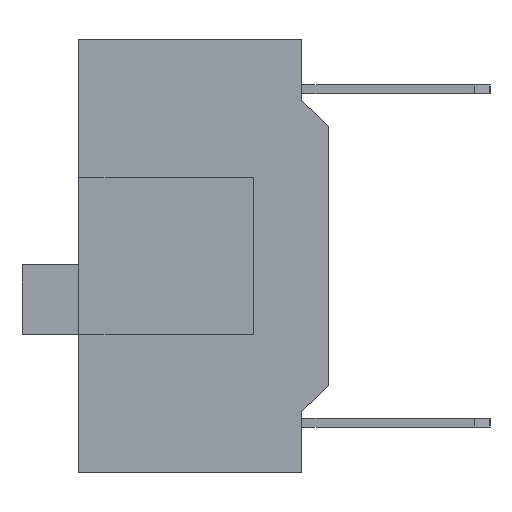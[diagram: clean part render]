
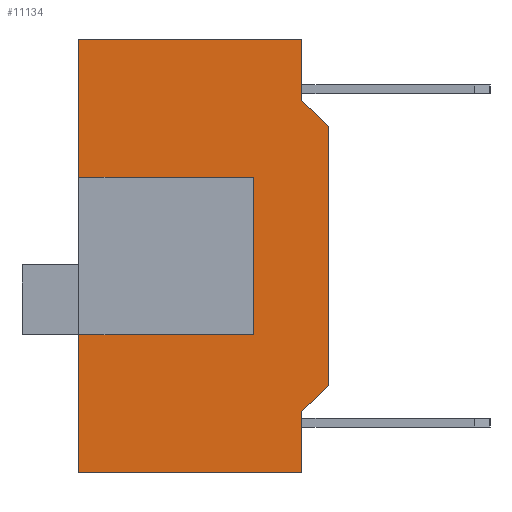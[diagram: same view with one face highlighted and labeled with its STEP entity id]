
A CAD part, left-side view. The second image highlights one B-rep face of the part: STEP entity #11134.
In plain terms, the highlighted planar face has unit normal (-1, 0, 0).
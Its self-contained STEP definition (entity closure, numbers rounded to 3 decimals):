
#10070 = ORIENTED_EDGE ( 'NONE', *, *, #11027, .F. ) ;
#11027 = EDGE_CURVE ( 'NONE', #11263, #21434, #16457, .T. ) ;
#11103 = ORIENTED_EDGE ( 'NONE', *, *, #11175, .F. ) ;
#11117 = EDGE_CURVE ( 'NONE', #11748, #12278, #16857, .T. ) ;
#11122 = ORIENTED_EDGE ( 'NONE', *, *, #11173, .T. ) ;
#11123 = ORIENTED_EDGE ( 'NONE', *, *, #12275, .T. ) ;
#11124 = ORIENTED_EDGE ( 'NONE', *, *, #19803, .T. ) ;
#11125 = VERTEX_POINT ( 'NONE', #16812 ) ;
#11126 = EDGE_CURVE ( 'NONE', #11125, #11128, #16844, .T. ) ;
#11127 = ORIENTED_EDGE ( 'NONE', *, *, #11133, .T. ) ;
#11128 = VERTEX_POINT ( 'NONE', #16845 ) ;
#11129 = ORIENTED_EDGE ( 'NONE', *, *, #11117, .T. ) ;
#11130 = EDGE_LOOP ( 'NONE', ( #11135, #11127, #11137, #11129, #11123, #11124, #10070, #11122, #11176, #11180, #11178, #11103 ) ) ;
#11133 = EDGE_CURVE ( 'NONE', #11125, #11947, #16850, .T. ) ;
#11134 = ADVANCED_FACE ( 'NONE', ( #16846 ), #16823, .T. ) ;
#11135 = ORIENTED_EDGE ( 'NONE', *, *, #11126, .F. ) ;
#11137 = ORIENTED_EDGE ( 'NONE', *, *, #11736, .T. ) ;
#11173 = EDGE_CURVE ( 'NONE', #11263, #12304, #16977, .T. ) ;
#11174 = EDGE_CURVE ( 'NONE', #11675, #12349, #16971, .T. ) ;
#11175 = EDGE_CURVE ( 'NONE', #11128, #11759, #17022, .T. ) ;
#11176 = ORIENTED_EDGE ( 'NONE', *, *, #12260, .T. ) ;
#11178 = ORIENTED_EDGE ( 'NONE', *, *, #11758, .T. ) ;
#11180 = ORIENTED_EDGE ( 'NONE', *, *, #11174, .F. ) ;
#11263 = VERTEX_POINT ( 'NONE', #17208 ) ;
#11675 = VERTEX_POINT ( 'NONE', #19247 ) ;
#11736 = EDGE_CURVE ( 'NONE', #11947, #11748, #19407, .T. ) ;
#11748 = VERTEX_POINT ( 'NONE', #19397 ) ;
#11758 = EDGE_CURVE ( 'NONE', #11675, #11759, #19468, .T. ) ;
#11759 = VERTEX_POINT ( 'NONE', #19469 ) ;
#11947 = VERTEX_POINT ( 'NONE', #19989 ) ;
#12259 = VERTEX_POINT ( 'NONE', #27675 ) ;
#12260 = EDGE_CURVE ( 'NONE', #12304, #12349, #27418, .T. ) ;
#12275 = EDGE_CURVE ( 'NONE', #12278, #12259, #27706, .T. ) ;
#12278 = VERTEX_POINT ( 'NONE', #27708 ) ;
#12304 = VERTEX_POINT ( 'NONE', #27730 ) ;
#12349 = VERTEX_POINT ( 'NONE', #27844 ) ;
#16457 = LINE ( 'NONE', #16493, #16492 ) ;
#16487 = DIRECTION ( 'NONE',  ( 0., 0., -1. ) ) ;
#16492 = VECTOR ( 'NONE', #16487, 1000. ) ;
#16493 = CARTESIAN_POINT ( 'NONE',  ( -1.77, 0., 1.14 ) ) ;
#16812 = CARTESIAN_POINT ( 'NONE',  ( -1.77, 1.7, -5.61 ) ) ;
#16823 = PLANE ( 'NONE',  #16840 ) ;
#16826 = DIRECTION ( 'NONE',  ( 0., 1., 0. ) ) ;
#16827 = VECTOR ( 'NONE', #16826, 1000. ) ;
#16828 = CARTESIAN_POINT ( 'NONE',  ( -1.77, 1.7, -5.61 ) ) ;
#16840 = AXIS2_PLACEMENT_3D ( 'NONE', #16870, #16869, #16868 ) ;
#16841 = DIRECTION ( 'NONE',  ( 0., 0., 1. ) ) ;
#16842 = VECTOR ( 'NONE', #16841, 1000. ) ;
#16843 = CARTESIAN_POINT ( 'NONE',  ( -1.77, 1.7, -5.61 ) ) ;
#16844 = LINE ( 'NONE', #16843, #16842 ) ;
#16845 = CARTESIAN_POINT ( 'NONE',  ( -1.77, 1.7, -2.01 ) ) ;
#16846 = FACE_OUTER_BOUND ( 'NONE', #11130, .T. ) ;
#16850 = LINE ( 'NONE', #16828, #16827 ) ;
#16851 = DIRECTION ( 'NONE',  ( 0., -1., 0. ) ) ;
#16852 = VECTOR ( 'NONE', #16851, 1000. ) ;
#16853 = CARTESIAN_POINT ( 'NONE',  ( -1.77, 5.7, -8.76 ) ) ;
#16857 = LINE ( 'NONE', #16853, #16852 ) ;
#16868 = DIRECTION ( 'NONE',  ( 0., 0., 1. ) ) ;
#16869 = DIRECTION ( 'NONE',  ( -1., 0., 0. ) ) ;
#16870 = CARTESIAN_POINT ( 'NONE',  ( -1.77, 5.7, 1.14 ) ) ;
#16971 = LINE ( 'NONE', #16973, #16972 ) ;
#16972 = VECTOR ( 'NONE', #17023, 1000. ) ;
#16973 = CARTESIAN_POINT ( 'NONE',  ( -1.77, 5.7, 1.14 ) ) ;
#16974 = DIRECTION ( 'NONE',  ( 0., 0.707, 0.707 ) ) ;
#16975 = VECTOR ( 'NONE', #16974, 1000. ) ;
#16976 = CARTESIAN_POINT ( 'NONE',  ( -1.77, 0., -0.86 ) ) ;
#16977 = LINE ( 'NONE', #16976, #16975 ) ;
#17018 = DIRECTION ( 'NONE',  ( 0., 1., 0. ) ) ;
#17019 = VECTOR ( 'NONE', #17018, 1000. ) ;
#17021 = CARTESIAN_POINT ( 'NONE',  ( -1.77, 1.7, -2.01 ) ) ;
#17022 = LINE ( 'NONE', #17021, #17019 ) ;
#17023 = DIRECTION ( 'NONE',  ( 0., -1., 0. ) ) ;
#17208 = CARTESIAN_POINT ( 'NONE',  ( -1.77, 0., -0.86 ) ) ;
#19247 = CARTESIAN_POINT ( 'NONE',  ( -1.77, 5.7, 1.14 ) ) ;
#19397 = CARTESIAN_POINT ( 'NONE',  ( -1.77, 5.7, -8.76 ) ) ;
#19398 = DIRECTION ( 'NONE',  ( 0., 0., -1. ) ) ;
#19399 = VECTOR ( 'NONE', #19398, 1000. ) ;
#19400 = CARTESIAN_POINT ( 'NONE',  ( -1.77, 5.7, 1.14 ) ) ;
#19407 = LINE ( 'NONE', #19400, #19399 ) ;
#19465 = DIRECTION ( 'NONE',  ( 0., 0., -1. ) ) ;
#19466 = VECTOR ( 'NONE', #19465, 1000. ) ;
#19467 = CARTESIAN_POINT ( 'NONE',  ( -1.77, 5.7, 1.14 ) ) ;
#19468 = LINE ( 'NONE', #19467, #19466 ) ;
#19469 = CARTESIAN_POINT ( 'NONE',  ( -1.77, 5.7, -2.01 ) ) ;
#19803 = EDGE_CURVE ( 'NONE', #12259, #21434, #28790, .T. ) ;
#19989 = CARTESIAN_POINT ( 'NONE',  ( -1.77, 5.7, -5.61 ) ) ;
#21434 = VERTEX_POINT ( 'NONE', #29095 ) ;
#27406 = DIRECTION ( 'NONE',  ( 0., 0., 1. ) ) ;
#27407 = CARTESIAN_POINT ( 'NONE',  ( -1.77, 0.6, -0.26 ) ) ;
#27418 = LINE ( 'NONE', #27407, #27420 ) ;
#27420 = VECTOR ( 'NONE', #27406, 1000. ) ;
#27675 = CARTESIAN_POINT ( 'NONE',  ( -1.77, 0.6, -7.36 ) ) ;
#27703 = DIRECTION ( 'NONE',  ( 0., 0., 1. ) ) ;
#27704 = VECTOR ( 'NONE', #27703, 1000. ) ;
#27705 = CARTESIAN_POINT ( 'NONE',  ( -1.77, 0.6, -7.36 ) ) ;
#27706 = LINE ( 'NONE', #27705, #27704 ) ;
#27708 = CARTESIAN_POINT ( 'NONE',  ( -1.77, 0.6, -8.76 ) ) ;
#27730 = CARTESIAN_POINT ( 'NONE',  ( -1.77, 0.6, -0.26 ) ) ;
#27844 = CARTESIAN_POINT ( 'NONE',  ( -1.77, 0.6, 1.14 ) ) ;
#28786 = DIRECTION ( 'NONE',  ( 0., -0.707, 0.707 ) ) ;
#28787 = VECTOR ( 'NONE', #28786, 1000. ) ;
#28789 = CARTESIAN_POINT ( 'NONE',  ( -1.77, 0., -6.76 ) ) ;
#28790 = LINE ( 'NONE', #28789, #28787 ) ;
#29095 = CARTESIAN_POINT ( 'NONE',  ( -1.77, 0., -6.76 ) ) ;
